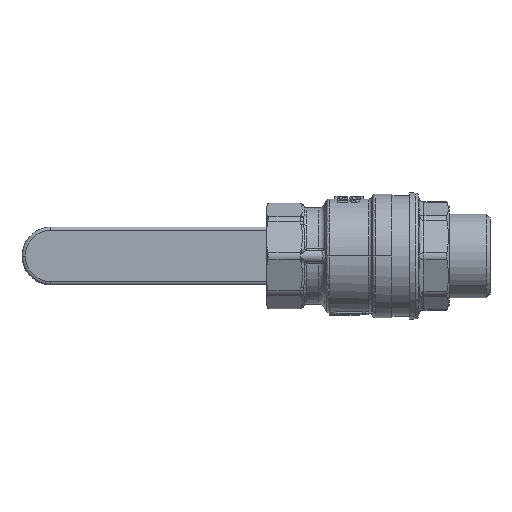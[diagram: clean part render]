
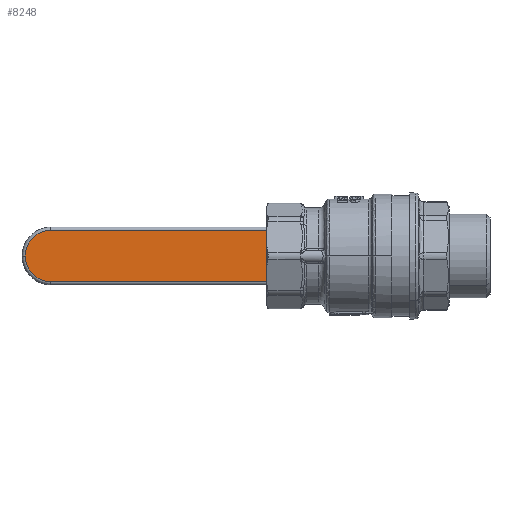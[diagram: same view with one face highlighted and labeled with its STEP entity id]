
A CAD part, front view. The second image highlights one B-rep face of the part: STEP entity #8248.
In plain terms, the highlighted planar face has unit normal (0, -1, 0).
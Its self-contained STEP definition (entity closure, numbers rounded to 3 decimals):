
#741 = VERTEX_POINT ( 'NONE', #18654 ) ;
#985 = VERTEX_POINT ( 'NONE', #18484 ) ;
#1033 = VERTEX_POINT ( 'NONE', #18426 ) ;
#1063 = VERTEX_POINT ( 'NONE', #18672 ) ;
#1181 = VERTEX_POINT ( 'NONE', #19039 ) ;
#1993 = EDGE_LOOP ( 'NONE', ( #15924, #16013, #15919, #16018, #16014 ) ) ;
#3823 = AXIS2_PLACEMENT_3D ( 'NONE', #18016, #18014, #18013 ) ;
#7353 = DIRECTION ( 'NONE',  ( 1., 0., 0. ) ) ;
#7354 = DIRECTION ( 'NONE',  ( 0., -1., 0. ) ) ;
#7356 = CARTESIAN_POINT ( 'NONE',  ( -96., 42.42, 0. ) ) ;
#7417 = DIRECTION ( 'NONE',  ( 1., 0., 0. ) ) ;
#7418 = CARTESIAN_POINT ( 'NONE',  ( -27.571, 42.42, -8. ) ) ;
#7455 = DIRECTION ( 'NONE',  ( 1., 0., 0. ) ) ;
#7456 = DIRECTION ( 'NONE',  ( 0., -1., 0. ) ) ;
#7457 = CARTESIAN_POINT ( 'NONE',  ( -96., 42.42, 0. ) ) ;
#7467 = CARTESIAN_POINT ( 'NONE',  ( -27.571, 42.42, 9. ) ) ;
#7472 = DIRECTION ( 'NONE',  ( 0., 0., 1. ) ) ;
#7545 = DIRECTION ( 'NONE',  ( -1., 0., 0. ) ) ;
#7547 = CARTESIAN_POINT ( 'NONE',  ( -27.364, 42.42, 8. ) ) ;
#8248 = ADVANCED_FACE ( 'NONE', ( #20932 ), #18017, .F. ) ;
#11660 = EDGE_CURVE ( 'NONE', #985, #741, #13264, .T. ) ;
#11669 = EDGE_CURVE ( 'NONE', #741, #1063, #13018, .T. ) ;
#11672 = EDGE_CURVE ( 'NONE', #1063, #1181, #20006, .T. ) ;
#11758 = EDGE_CURVE ( 'NONE', #1181, #1033, #19906, .T. ) ;
#11772 = EDGE_CURVE ( 'NONE', #1033, #985, #19941, .T. ) ;
#13002 = AXIS2_PLACEMENT_3D ( 'NONE', #7457, #7456, #7455 ) ;
#13018 = CIRCLE ( 'NONE', #13002, 8. ) ;
#13036 = VECTOR ( 'NONE', #7545, 1000. ) ;
#13054 = VECTOR ( 'NONE', #7417, 1000. ) ;
#13071 = VECTOR ( 'NONE', #7472, 1000. ) ;
#13258 = AXIS2_PLACEMENT_3D ( 'NONE', #7356, #7354, #7353 ) ;
#13264 = CIRCLE ( 'NONE', #13258, 8. ) ;
#15919 = ORIENTED_EDGE ( 'NONE', *, *, #11660, .T. ) ;
#15924 = ORIENTED_EDGE ( 'NONE', *, *, #11758, .T. ) ;
#16013 = ORIENTED_EDGE ( 'NONE', *, *, #11772, .T. ) ;
#16014 = ORIENTED_EDGE ( 'NONE', *, *, #11672, .T. ) ;
#16018 = ORIENTED_EDGE ( 'NONE', *, *, #11669, .T. ) ;
#18013 = DIRECTION ( 'NONE',  ( 1., 0., 0. ) ) ;
#18014 = DIRECTION ( 'NONE',  ( 0., 1., 0. ) ) ;
#18016 = CARTESIAN_POINT ( 'NONE',  ( -27.364, 42.42, -9. ) ) ;
#18017 = PLANE ( 'NONE',  #3823 ) ;
#18426 = CARTESIAN_POINT ( 'NONE',  ( -27.571, 42.42, 8. ) ) ;
#18484 = CARTESIAN_POINT ( 'NONE',  ( -96., 42.42, 8. ) ) ;
#18654 = CARTESIAN_POINT ( 'NONE',  ( -104., 42.42, 0. ) ) ;
#18672 = CARTESIAN_POINT ( 'NONE',  ( -96., 42.42, -8. ) ) ;
#19039 = CARTESIAN_POINT ( 'NONE',  ( -27.571, 42.42, -8. ) ) ;
#19906 = LINE ( 'NONE', #7467, #13071 ) ;
#19941 = LINE ( 'NONE', #7547, #13036 ) ;
#20006 = LINE ( 'NONE', #7418, #13054 ) ;
#20932 = FACE_OUTER_BOUND ( 'NONE', #1993, .T. ) ;
